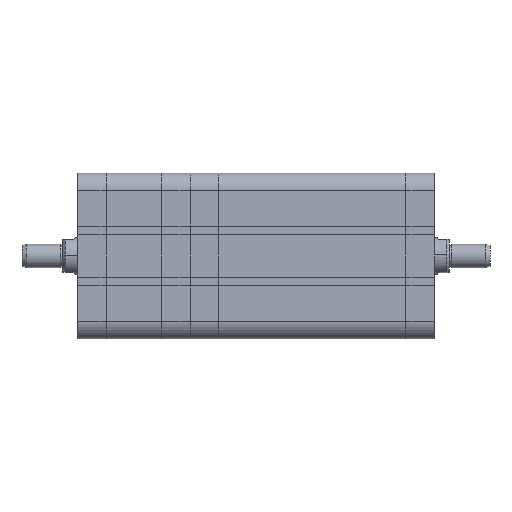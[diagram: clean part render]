
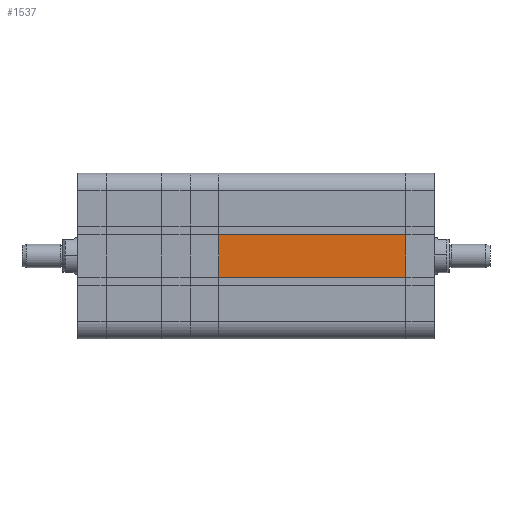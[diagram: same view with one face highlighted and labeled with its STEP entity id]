
A CAD part, front view. The second image highlights one B-rep face of the part: STEP entity #1537.
In plain terms, the highlighted planar face has unit normal (0, -1, 0).
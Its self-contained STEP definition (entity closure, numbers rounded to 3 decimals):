
#1537 = ADVANCED_FACE ( 'NONE', ( #3122 ), #6675, .F. ) ;
#2326 = LINE ( 'NONE', #26535, #18460 ) ;
#2337 = DIRECTION ( 'NONE',  ( 0., 0., -1. ) ) ;
#2422 = ORIENTED_EDGE ( 'NONE', *, *, #15304, .T. ) ;
#2710 = DIRECTION ( 'NONE',  ( 0., 0., -1. ) ) ;
#3122 = FACE_OUTER_BOUND ( 'NONE', #19636, .T. ) ;
#4900 = DIRECTION ( 'NONE',  ( -1., 0., 0. ) ) ;
#5670 = VECTOR ( 'NONE', #4900, 1000. ) ;
#5870 = CARTESIAN_POINT ( 'NONE',  ( 128., -56.75, -56.75 ) ) ;
#6205 = DIRECTION ( 'NONE',  ( -1., 0., 0. ) ) ;
#6675 = PLANE ( 'NONE',  #28852 ) ;
#7506 = EDGE_CURVE ( 'NONE', #38182, #13114, #2326, .T. ) ;
#8123 = CARTESIAN_POINT ( 'NONE',  ( 128., -56.75, -14.7 ) ) ;
#9273 = DIRECTION ( 'NONE',  ( 0., 0., 1. ) ) ;
#13114 = VERTEX_POINT ( 'NONE', #29023 ) ;
#15304 = EDGE_CURVE ( 'NONE', #24923, #38182, #33376, .T. ) ;
#16356 = EDGE_CURVE ( 'NONE', #24923, #16929, #20404, .T. ) ;
#16929 = VERTEX_POINT ( 'NONE', #8123 ) ;
#17746 = CARTESIAN_POINT ( 'NONE',  ( 0., -56.75, 14.7 ) ) ;
#18460 = VECTOR ( 'NONE', #2710, 1000. ) ;
#18521 = CARTESIAN_POINT ( 'NONE',  ( 128.001, -56.75, 14.7 ) ) ;
#19636 = EDGE_LOOP ( 'NONE', ( #2422, #25818, #38936, #36053 ) ) ;
#19811 = LINE ( 'NONE', #35044, #5670 ) ;
#20404 = LINE ( 'NONE', #5870, #33799 ) ;
#22534 = VECTOR ( 'NONE', #6205, 1000. ) ;
#24923 = VERTEX_POINT ( 'NONE', #37781 ) ;
#25818 = ORIENTED_EDGE ( 'NONE', *, *, #7506, .T. ) ;
#26535 = CARTESIAN_POINT ( 'NONE',  ( 0., -56.75, -56.75 ) ) ;
#27341 = DIRECTION ( 'NONE',  ( 0., 1., 0. ) ) ;
#28852 = AXIS2_PLACEMENT_3D ( 'NONE', #30500, #27341, #9273 ) ;
#29023 = CARTESIAN_POINT ( 'NONE',  ( 0., -56.75, -14.7 ) ) ;
#30500 = CARTESIAN_POINT ( 'NONE',  ( 128., -56.75, -56.75 ) ) ;
#32538 = EDGE_CURVE ( 'NONE', #16929, #13114, #19811, .T. ) ;
#33376 = LINE ( 'NONE', #18521, #22534 ) ;
#33799 = VECTOR ( 'NONE', #2337, 1000. ) ;
#35044 = CARTESIAN_POINT ( 'NONE',  ( 128.001, -56.75, -14.7 ) ) ;
#36053 = ORIENTED_EDGE ( 'NONE', *, *, #16356, .F. ) ;
#37781 = CARTESIAN_POINT ( 'NONE',  ( 128., -56.75, 14.7 ) ) ;
#38182 = VERTEX_POINT ( 'NONE', #17746 ) ;
#38936 = ORIENTED_EDGE ( 'NONE', *, *, #32538, .F. ) ;
